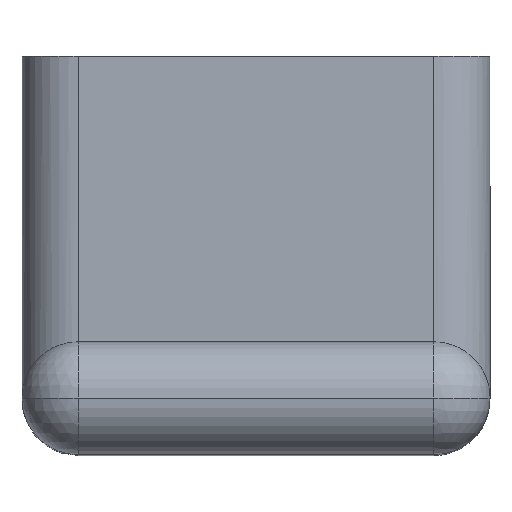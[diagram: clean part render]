
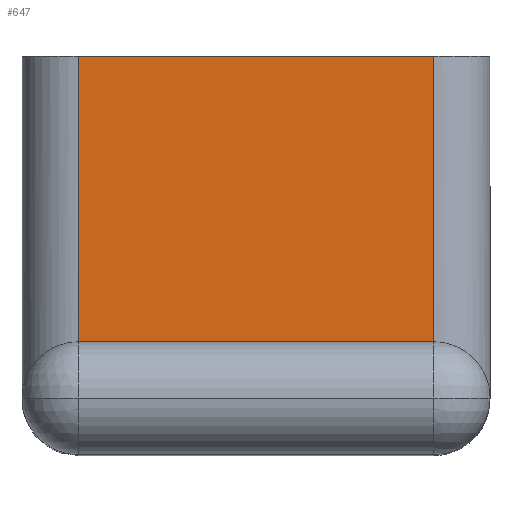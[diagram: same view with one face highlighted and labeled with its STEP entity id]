
A CAD part, top view. The second image highlights one B-rep face of the part: STEP entity #647.
In plain terms, the highlighted planar face has unit normal (0, 0, 1).
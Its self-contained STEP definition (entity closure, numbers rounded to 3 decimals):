
#35 = CARTESIAN_POINT ( 'NONE',  ( 4.361, -54.125, 64.446 ) ) ;
#70 = EDGE_CURVE ( 'NONE', #542, #284, #86, .T. ) ;
#75 = VECTOR ( 'NONE', #96, 1000. ) ;
#86 = LINE ( 'NONE', #612, #639 ) ;
#96 = DIRECTION ( 'NONE',  ( 0., 1., 0. ) ) ;
#98 = CARTESIAN_POINT ( 'NONE',  ( -29.2, -44., 64.446 ) ) ;
#136 = VECTOR ( 'NONE', #704, 1000. ) ;
#148 = CARTESIAN_POINT ( 'NONE',  ( -41.8, -44., 64.446 ) ) ;
#168 = DIRECTION ( 'NONE',  ( 1., 0., 0. ) ) ;
#173 = DIRECTION ( 'NONE',  ( 0., 0., 1. ) ) ;
#176 = EDGE_LOOP ( 'NONE', ( #418, #424, #252, #246 ) ) ;
#246 = ORIENTED_EDGE ( 'NONE', *, *, #263, .T. ) ;
#252 = ORIENTED_EDGE ( 'NONE', *, *, #312, .F. ) ;
#262 = VECTOR ( 'NONE', #796, 1000. ) ;
#263 = EDGE_CURVE ( 'NONE', #540, #716, #723, .T. ) ;
#284 = VERTEX_POINT ( 'NONE', #338 ) ;
#291 = LINE ( 'NONE', #399, #136 ) ;
#305 = PLANE ( 'NONE',  #568 ) ;
#312 = EDGE_CURVE ( 'NONE', #540, #284, #534, .T. ) ;
#338 = CARTESIAN_POINT ( 'NONE',  ( -41.8, -54.125, 64.446 ) ) ;
#363 = EDGE_CURVE ( 'NONE', #716, #542, #291, .T. ) ;
#399 = CARTESIAN_POINT ( 'NONE',  ( 4.361, -44., 64.446 ) ) ;
#417 = CARTESIAN_POINT ( 'NONE',  ( -29.2, 0., 64.446 ) ) ;
#418 = ORIENTED_EDGE ( 'NONE', *, *, #363, .T. ) ;
#424 = ORIENTED_EDGE ( 'NONE', *, *, #70, .T. ) ;
#497 = CARTESIAN_POINT ( 'NONE',  ( 4.361, 0., 64.446 ) ) ;
#534 = LINE ( 'NONE', #35, #262 ) ;
#540 = VERTEX_POINT ( 'NONE', #672 ) ;
#542 = VERTEX_POINT ( 'NONE', #148 ) ;
#556 = FACE_OUTER_BOUND ( 'NONE', #176, .T. ) ;
#568 = AXIS2_PLACEMENT_3D ( 'NONE', #497, #173, #168 ) ;
#584 = DIRECTION ( 'NONE',  ( 0., -1., 0. ) ) ;
#612 = CARTESIAN_POINT ( 'NONE',  ( -41.8, -54.125, 64.446 ) ) ;
#639 = VECTOR ( 'NONE', #584, 1000. ) ;
#647 = ADVANCED_FACE ( 'NONE', ( #556 ), #305, .T. ) ;
#672 = CARTESIAN_POINT ( 'NONE',  ( -29.2, -54.125, 64.446 ) ) ;
#704 = DIRECTION ( 'NONE',  ( -1., 0., 0. ) ) ;
#716 = VERTEX_POINT ( 'NONE', #98 ) ;
#723 = LINE ( 'NONE', #417, #75 ) ;
#796 = DIRECTION ( 'NONE',  ( -1., 0., 0. ) ) ;
